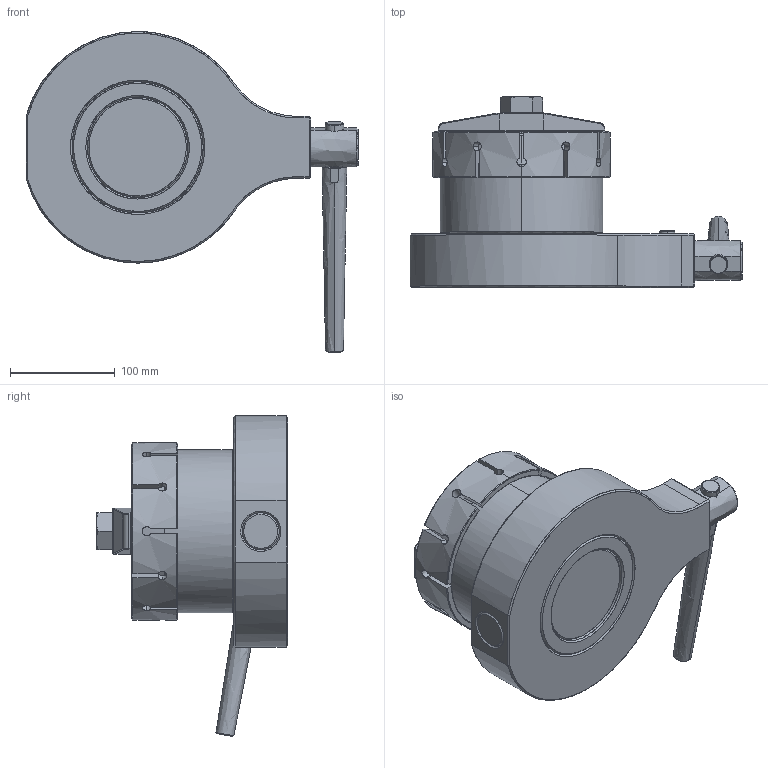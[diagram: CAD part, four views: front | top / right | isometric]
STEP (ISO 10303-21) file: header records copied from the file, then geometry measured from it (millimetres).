
FILE_DESCRIPTION(('FreeCAD Model'),'2;1');
FILE_NAME('Open CASCADE Shape Model','2025-05-09T07:55:20',('FreeCAD'),( 'FreeCAD'),'Open CASCADE STEP processor 7.6','FreeCAD','Unknown');
FILE_SCHEMA(('AUTOMOTIVE_DESIGN { 1 0 10303 214 1 1 1 1 }'));
Products named in the file (1): Open CASCADE STEP translator 7.6 1
Bounding box: 316.19 x 182.33 x 305.65 mm (x, y, z)
Surface area: 469343 mm2 (no closed solid volume)
Topology: 0 solids, 371 shells, 371 faces, 5036 edges, 5034 vertices
Faces by surface type: bspline 371
Entity records: 54709 total; most frequent: CARTESIAN_POINT 32893, ORIENTED_EDGE 5035, EDGE_CURVE 5035, VERTEX_POINT 5035, B_SPLINE_CURVE_WITH_KNOTS 4637, FACE_BOUND 396, EDGE_LOOP 396, SHELL_BASED_SURFACE_MODEL 371
